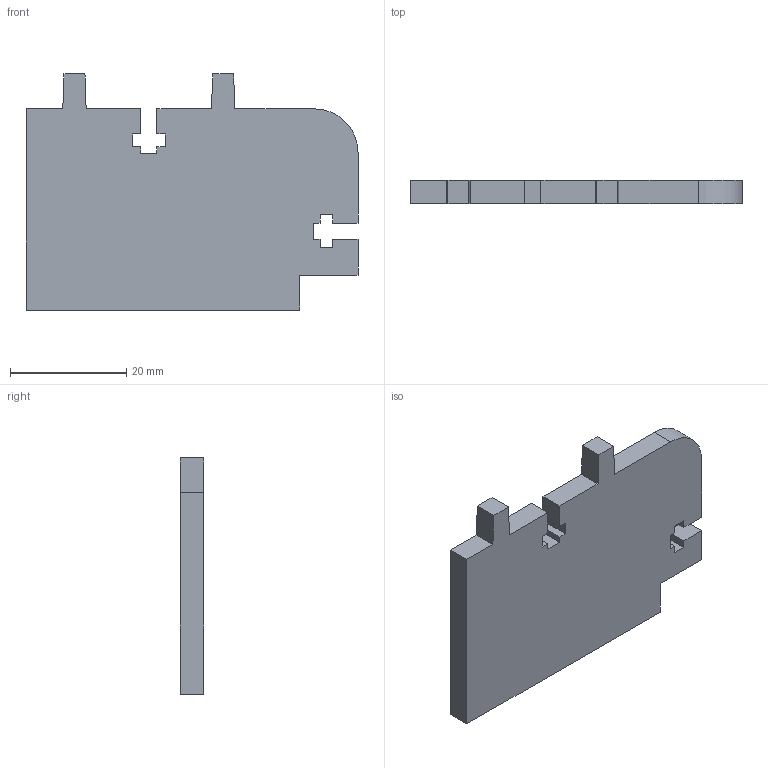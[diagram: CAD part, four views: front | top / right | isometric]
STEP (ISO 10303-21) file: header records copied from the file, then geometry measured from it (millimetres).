
FILE_DESCRIPTION (( 'STEP AP214' ), '1' );
FILE_NAME ('1525-A.STEP', '2015-03-23T11:14:01', ( '' ), ( '' ), 'SwSTEP 2.0', 'SolidWorks 2014', '' );
FILE_SCHEMA (( 'AUTOMOTIVE_DESIGN' ));
Length unit declared in the file: millimetre
Products named in the file (1): 1525-A
Bounding box: 57.03 x 4 x 40.57 mm (x, y, z)
Volume: 7560.3 mm3; surface area: 4759.8 mm2
Topology: 1 solids, 1 shells, 41 faces, 117 edges, 78 vertices
Faces by surface type: plane 40, bspline 1
Entity records: 1351 total; most frequent: CARTESIAN_POINT 250, ORIENTED_EDGE 234, DIRECTION 197, EDGE_CURVE 117, VECTOR 115, LINE 115, VERTEX_POINT 78, EDGE_LOOP 41
